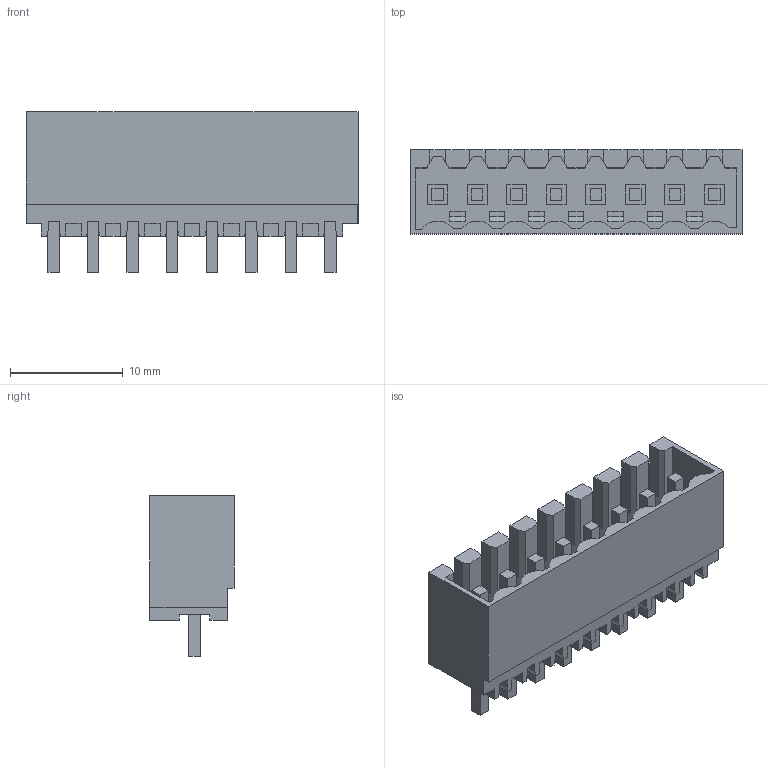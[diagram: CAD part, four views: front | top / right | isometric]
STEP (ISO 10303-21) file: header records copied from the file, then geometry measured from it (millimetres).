
FILE_DESCRIPTION(('CATIA V5 STEP Exchange','CAx-IF Rec.Pracs.--- Model Styling and Organization---1.2---2011-12-15'),'2;1');
FILE_NAME ('D1453177_0_1604530000_1604530000.stp','2018-03-13T05:04:03+00:00',('none'),('Weidmueller'),'CATIA Version 5-6 Release 2014','CATIA V5 STEP AP214','none');
FILE_SCHEMA(('AUTOMOTIVE_DESIGN { 1 0 10303 214 1 1 1 1 }'));
Length unit declared in the file: millimetre
Products named in the file (1): 1604530000
Bounding box: 29.4 x 7.45 x 14.25 mm (x, y, z)
Volume: 973.4 mm3; surface area: 2753.3 mm2
Topology: 9 solids, 9 shells, 478 faces, 1401 edges, 956 vertices
Faces by surface type: plane 470, cylinder 8
Entity records: 15136 total; most frequent: ORIENTED_EDGE 2802, CARTESIAN_POINT 2644, DIRECTION 1973, EDGE_CURVE 1401, VECTOR 1385, LINE 1385, VERTEX_POINT 956, EDGE_LOOP 509
